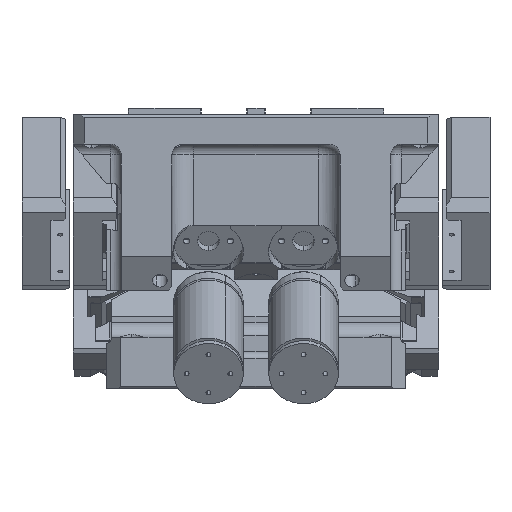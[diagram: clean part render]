
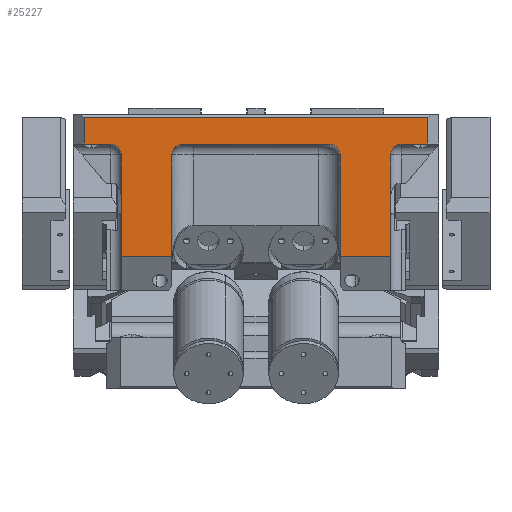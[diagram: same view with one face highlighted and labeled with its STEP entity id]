
A CAD part, left-side view. The second image highlights one B-rep face of the part: STEP entity #25227.
In plain terms, the highlighted planar face has unit normal (-1, 0, 0).
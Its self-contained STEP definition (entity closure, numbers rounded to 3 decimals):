
#23859=CARTESIAN_POINT('Line Origine',(-390.,0.,211.5)) ;
#23863=CARTESIAN_POINT('Vertex',(-390.,235.,211.5)) ;
#23865=CARTESIAN_POINT('Vertex',(-390.,-235.,211.5)) ;
#23901=CARTESIAN_POINT('Vertex',(-390.,235.,175.)) ;
#23904=CARTESIAN_POINT('Line Origine',(-390.,235.,130.08)) ;
#24082=CARTESIAN_POINT('Line Origine',(-390.,184.,90.75)) ;
#24086=CARTESIAN_POINT('Vertex',(-390.,184.,160.)) ;
#24088=CARTESIAN_POINT('Vertex',(-390.,184.,21.5)) ;
#24517=CARTESIAN_POINT('Vertex',(-390.,-184.,21.5)) ;
#24594=CARTESIAN_POINT('Vertex',(-390.,-184.,160.)) ;
#24597=CARTESIAN_POINT('Line Origine',(-390.,-184.,90.75)) ;
#24816=CARTESIAN_POINT('Line Origine',(-390.,-235.,130.08)) ;
#24820=CARTESIAN_POINT('Vertex',(-390.,-235.,175.)) ;
#25133=CARTESIAN_POINT('Axis2P3D Location',(-390.,0.,-155.)) ;
#25138=CARTESIAN_POINT('Line Origine',(-390.,217.,175.)) ;
#25142=CARTESIAN_POINT('Vertex',(-390.,199.,175.)) ;
#25145=CARTESIAN_POINT('Axis2P3D Location',(-390.,199.,160.)) ;
#25150=CARTESIAN_POINT('Line Origine',(-390.,149.5,21.5)) ;
#25154=CARTESIAN_POINT('Vertex',(-390.,115.,21.5)) ;
#25157=CARTESIAN_POINT('Line Origine',(-390.,115.,90.75)) ;
#25161=CARTESIAN_POINT('Vertex',(-390.,115.,160.)) ;
#25164=CARTESIAN_POINT('Axis2P3D Location',(-390.,100.,160.)) ;
#25168=CARTESIAN_POINT('Vertex',(-390.,100.,175.)) ;
#25171=CARTESIAN_POINT('Line Origine',(-390.,0.,175.)) ;
#25175=CARTESIAN_POINT('Vertex',(-390.,-100.,175.)) ;
#25178=CARTESIAN_POINT('Axis2P3D Location',(-390.,-100.,160.)) ;
#25182=CARTESIAN_POINT('Vertex',(-390.,-115.,160.)) ;
#25185=CARTESIAN_POINT('Line Origine',(-390.,-115.,90.75)) ;
#25189=CARTESIAN_POINT('Vertex',(-390.,-115.,21.5)) ;
#25192=CARTESIAN_POINT('Line Origine',(-390.,-149.5,21.5)) ;
#25197=CARTESIAN_POINT('Axis2P3D Location',(-390.,-199.,160.)) ;
#25201=CARTESIAN_POINT('Vertex',(-390.,-199.,175.)) ;
#25204=CARTESIAN_POINT('Line Origine',(-390.,-217.,175.)) ;
#23860=DIRECTION('Vector Direction',(0.,-1.,0.)) ;
#23905=DIRECTION('Vector Direction',(0.,0.,1.)) ;
#24083=DIRECTION('Vector Direction',(0.,0.,-1.)) ;
#24598=DIRECTION('Vector Direction',(0.,0.,-1.)) ;
#24817=DIRECTION('Vector Direction',(0.,0.,1.)) ;
#25134=DIRECTION('Axis2P3D Direction',(-1.,0.,0.)) ;
#25135=DIRECTION('Axis2P3D XDirection',(0.,0.,1.)) ;
#25139=DIRECTION('Vector Direction',(0.,-1.,0.)) ;
#25146=DIRECTION('Axis2P3D Direction',(-1.,0.,0.)) ;
#25151=DIRECTION('Vector Direction',(0.,-1.,0.)) ;
#25158=DIRECTION('Vector Direction',(0.,0.,1.)) ;
#25165=DIRECTION('Axis2P3D Direction',(-1.,0.,0.)) ;
#25172=DIRECTION('Vector Direction',(0.,-1.,0.)) ;
#25179=DIRECTION('Axis2P3D Direction',(-1.,0.,0.)) ;
#25186=DIRECTION('Vector Direction',(0.,0.,1.)) ;
#25193=DIRECTION('Vector Direction',(0.,-1.,0.)) ;
#25198=DIRECTION('Axis2P3D Direction',(-1.,0.,0.)) ;
#25205=DIRECTION('Vector Direction',(0.,-1.,0.)) ;
#25136=AXIS2_PLACEMENT_3D('Plane Axis2P3D',#25133,#25134,#25135) ;
#25147=AXIS2_PLACEMENT_3D('Circle Axis2P3D',#25145,#25146,$) ;
#25166=AXIS2_PLACEMENT_3D('Circle Axis2P3D',#25164,#25165,$) ;
#25180=AXIS2_PLACEMENT_3D('Circle Axis2P3D',#25178,#25179,$) ;
#25199=AXIS2_PLACEMENT_3D('Circle Axis2P3D',#25197,#25198,$) ;
#25210=ORIENTED_EDGE('',*,*,#23867,.F.) ;
#25211=ORIENTED_EDGE('',*,*,#23908,.T.) ;
#25212=ORIENTED_EDGE('',*,*,#25144,.T.) ;
#25213=ORIENTED_EDGE('',*,*,#25149,.F.) ;
#25214=ORIENTED_EDGE('',*,*,#24090,.T.) ;
#25215=ORIENTED_EDGE('',*,*,#25156,.T.) ;
#25216=ORIENTED_EDGE('',*,*,#25163,.T.) ;
#25217=ORIENTED_EDGE('',*,*,#25170,.F.) ;
#25218=ORIENTED_EDGE('',*,*,#25177,.T.) ;
#25219=ORIENTED_EDGE('',*,*,#25184,.F.) ;
#25220=ORIENTED_EDGE('',*,*,#25191,.F.) ;
#25221=ORIENTED_EDGE('',*,*,#25196,.T.) ;
#25222=ORIENTED_EDGE('',*,*,#24601,.F.) ;
#25223=ORIENTED_EDGE('',*,*,#25203,.F.) ;
#25224=ORIENTED_EDGE('',*,*,#25208,.T.) ;
#25225=ORIENTED_EDGE('',*,*,#24822,.F.) ;
#23861=VECTOR('Line Direction',#23860,1.) ;
#23906=VECTOR('Line Direction',#23905,1.) ;
#24084=VECTOR('Line Direction',#24083,1.) ;
#24599=VECTOR('Line Direction',#24598,1.) ;
#24818=VECTOR('Line Direction',#24817,1.) ;
#25140=VECTOR('Line Direction',#25139,1.) ;
#25152=VECTOR('Line Direction',#25151,1.) ;
#25159=VECTOR('Line Direction',#25158,1.) ;
#25173=VECTOR('Line Direction',#25172,1.) ;
#25187=VECTOR('Line Direction',#25186,1.) ;
#25194=VECTOR('Line Direction',#25193,1.) ;
#25206=VECTOR('Line Direction',#25205,1.) ;
#25227=ADVANCED_FACE('SCHIEBERBETT',(#25226),#25137,.T.) ;
#25148=CIRCLE('generated circle',#25147,15.) ;
#25167=CIRCLE('generated circle',#25166,15.) ;
#25181=CIRCLE('generated circle',#25180,15.) ;
#25200=CIRCLE('generated circle',#25199,15.) ;
#23867=EDGE_CURVE('',#23864,#23866,#23862,.T.) ;
#23908=EDGE_CURVE('',#23864,#23902,#23907,.F.) ;
#24090=EDGE_CURVE('',#24087,#24089,#24085,.T.) ;
#24601=EDGE_CURVE('',#24595,#24518,#24600,.T.) ;
#24822=EDGE_CURVE('',#23866,#24821,#24819,.F.) ;
#25144=EDGE_CURVE('',#23902,#25143,#25141,.T.) ;
#25149=EDGE_CURVE('',#24087,#25143,#25148,.T.) ;
#25156=EDGE_CURVE('',#24089,#25155,#25153,.T.) ;
#25163=EDGE_CURVE('',#25155,#25162,#25160,.T.) ;
#25170=EDGE_CURVE('',#25169,#25162,#25167,.T.) ;
#25177=EDGE_CURVE('',#25169,#25176,#25174,.T.) ;
#25184=EDGE_CURVE('',#25183,#25176,#25181,.T.) ;
#25191=EDGE_CURVE('',#25190,#25183,#25188,.T.) ;
#25196=EDGE_CURVE('',#25190,#24518,#25195,.T.) ;
#25203=EDGE_CURVE('',#25202,#24595,#25200,.T.) ;
#25208=EDGE_CURVE('',#25202,#24821,#25207,.T.) ;
#25209=EDGE_LOOP('',(#25210,#25211,#25212,#25213,#25214,#25215,#25216,#25217,#25218,#25219,#25220,#25221,#25222,#25223,#25224,#25225)) ;
#25226=FACE_OUTER_BOUND('',#25209,.T.) ;
#23862=LINE('Line',#23859,#23861) ;
#23907=LINE('Line',#23904,#23906) ;
#24085=LINE('Line',#24082,#24084) ;
#24600=LINE('Line',#24597,#24599) ;
#24819=LINE('Line',#24816,#24818) ;
#25141=LINE('Line',#25138,#25140) ;
#25153=LINE('Line',#25150,#25152) ;
#25160=LINE('Line',#25157,#25159) ;
#25174=LINE('Line',#25171,#25173) ;
#25188=LINE('Line',#25185,#25187) ;
#25195=LINE('Line',#25192,#25194) ;
#25207=LINE('Line',#25204,#25206) ;
#25137=PLANE('',#25136) ;
#23864=VERTEX_POINT('',#23863) ;
#23866=VERTEX_POINT('',#23865) ;
#23902=VERTEX_POINT('',#23901) ;
#24087=VERTEX_POINT('',#24086) ;
#24089=VERTEX_POINT('',#24088) ;
#24518=VERTEX_POINT('',#24517) ;
#24595=VERTEX_POINT('',#24594) ;
#24821=VERTEX_POINT('',#24820) ;
#25143=VERTEX_POINT('',#25142) ;
#25155=VERTEX_POINT('',#25154) ;
#25162=VERTEX_POINT('',#25161) ;
#25169=VERTEX_POINT('',#25168) ;
#25176=VERTEX_POINT('',#25175) ;
#25183=VERTEX_POINT('',#25182) ;
#25190=VERTEX_POINT('',#25189) ;
#25202=VERTEX_POINT('',#25201) ;
